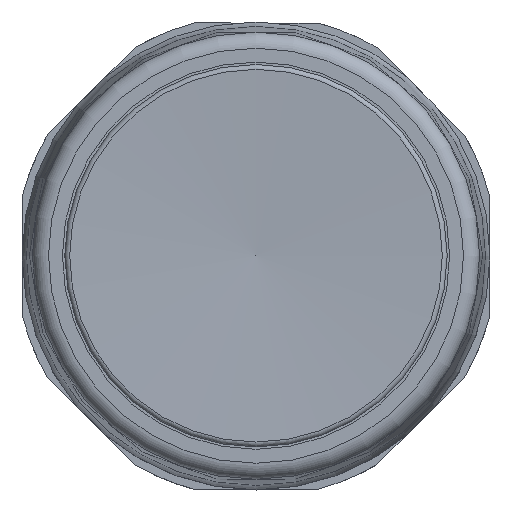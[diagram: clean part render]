
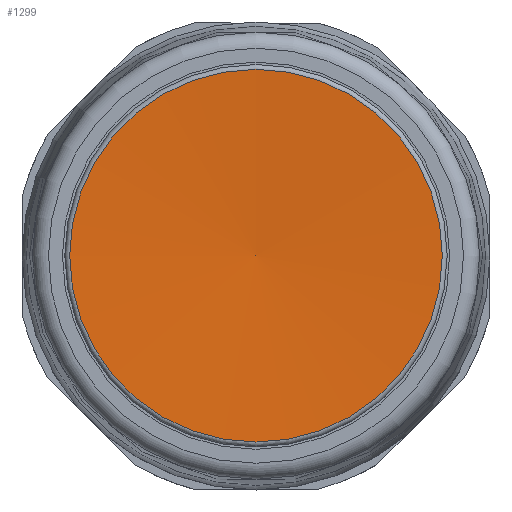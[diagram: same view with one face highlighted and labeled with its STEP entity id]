
A CAD part, top view. The second image highlights one B-rep face of the part: STEP entity #1299.
In plain terms, the highlighted spherical face has radius 133.653 mm.
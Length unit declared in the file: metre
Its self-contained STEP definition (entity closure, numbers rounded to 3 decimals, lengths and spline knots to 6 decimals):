
#1299 = ADVANCED_FACE( '', ( #2773 ), #2774, .F. );
#2773 = FACE_OUTER_BOUND( '', #4514, .T. );
#2774 = SPHERICAL_SURFACE( '', #4515, 0.133652 );
#4514 = EDGE_LOOP( '', ( #8592 ) );
#4515 = AXIS2_PLACEMENT_3D( '', #8593, #8594, #8595 );
#8592 = ORIENTED_EDGE( '', *, *, #11397, .T. );
#8593 = CARTESIAN_POINT( '', ( 0., 0., 0.188652 ) );
#8594 = DIRECTION( '', ( 0., 0., 1. ) );
#8595 = DIRECTION( '', ( -1., 0., 0. ) );
#11397 = EDGE_CURVE( '', #14126, #14126, #14127, .T. );
#14126 = VERTEX_POINT( '', #18315 );
#14127 = CIRCLE( '', #18316, 0.01155 );
#18315 = CARTESIAN_POINT( '', ( 0.01155, 0., 0.0555 ) );
#18316 = AXIS2_PLACEMENT_3D( '', #20350, #20351, #20352 );
#20350 = CARTESIAN_POINT( '', ( 0., 0., 0.0555 ) );
#20351 = DIRECTION( '', ( 0., 0., 1. ) );
#20352 = DIRECTION( '', ( 1., 0., 0. ) );
